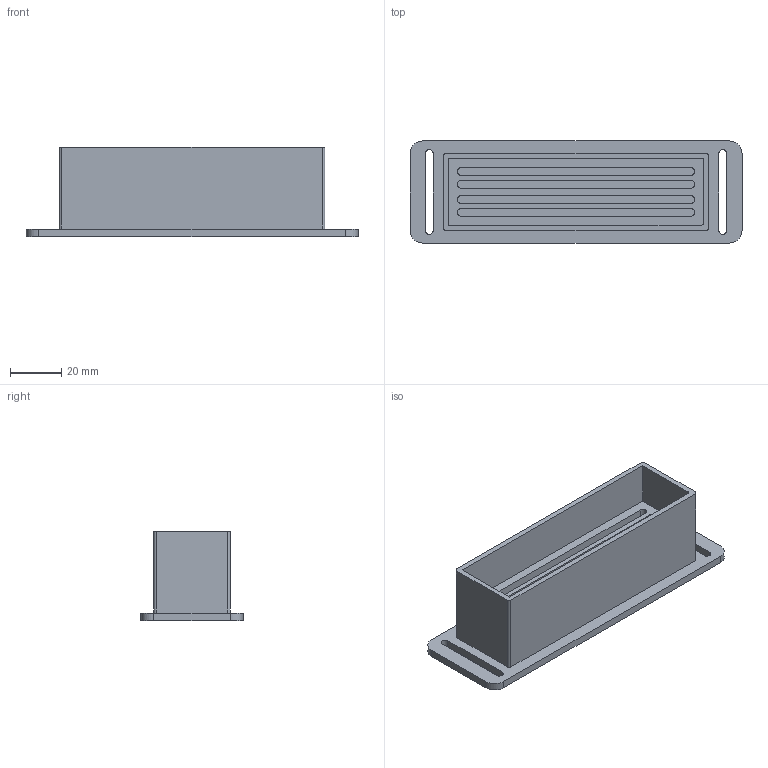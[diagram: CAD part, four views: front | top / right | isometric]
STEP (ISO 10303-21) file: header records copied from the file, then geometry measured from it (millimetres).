
FILE_DESCRIPTION(/* description */ (''),/* implementation_level */ '2;1');
FILE_NAME(/* name */ 'godet ln2.step',/* time_stamp */ '2024-03-08T14:32:45+01:00',/* author */ (''),/* organization */ (''),/* preprocessor_version */ 'ST-DEVELOPER v20',/* originating_system */ 'Autodesk Translation Framework v12.20.1.177',/* authorisation */ '');
FILE_SCHEMA (('AUTOMOTIVE_DESIGN { 1 0 10303 214 3 1 1 }'));
Length unit declared in the file: millimetre
Products named in the file (1): (Non enregistré)
Bounding box: 130 x 40 x 35 mm (x, y, z)
Volume: 59444.8 mm3; surface area: 31730.2 mm2
Topology: 1 solids, 1 shells, 53 faces, 135 edges, 90 vertices
Faces by surface type: plane 32, cylinder 21
Entity records: 1659 total; most frequent: DIRECTION 285, CARTESIAN_POINT 279, ORIENTED_EDGE 270, EDGE_CURVE 135, AXIS2_PLACEMENT_3D 96, LINE 93, VECTOR 93, VERTEX_POINT 90
